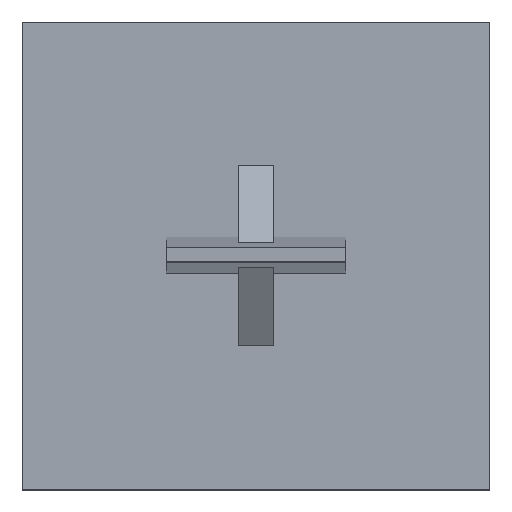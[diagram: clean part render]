
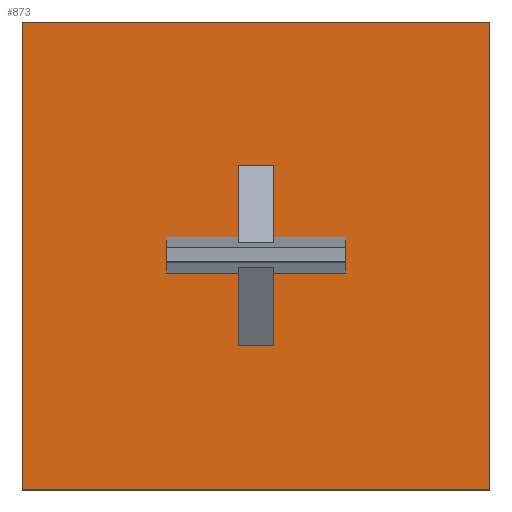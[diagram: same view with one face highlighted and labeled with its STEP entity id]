
A CAD part, top view. The second image highlights one B-rep face of the part: STEP entity #873.
In plain terms, the highlighted planar face has unit normal (0, 0, 1).
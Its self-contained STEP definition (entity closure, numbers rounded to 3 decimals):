
#23=FACE_BOUND('',#92,.T.);
#41=FACE_OUTER_BOUND('',#91,.T.);
#91=EDGE_LOOP('',(#631,#632,#633,#634));
#92=EDGE_LOOP('',(#635,#636,#637,#638,#639,#640,#641,#642,#643,#644,#645,
#646));
#127=LINE('',#1201,#247);
#131=LINE('',#1209,#251);
#134=LINE('',#1215,#254);
#137=LINE('',#1221,#257);
#140=LINE('',#1227,#260);
#143=LINE('',#1233,#263);
#146=LINE('',#1239,#266);
#149=LINE('',#1245,#269);
#152=LINE('',#1251,#272);
#155=LINE('',#1257,#275);
#158=LINE('',#1263,#278);
#161=LINE('',#1268,#281);
#163=LINE('',#1273,#283);
#167=LINE('',#1281,#287);
#170=LINE('',#1287,#290);
#173=LINE('',#1292,#293);
#247=VECTOR('',#979,10.);
#251=VECTOR('',#985,10.);
#254=VECTOR('',#990,10.);
#257=VECTOR('',#995,10.);
#260=VECTOR('',#1000,10.);
#263=VECTOR('',#1005,10.);
#266=VECTOR('',#1010,10.);
#269=VECTOR('',#1015,10.);
#272=VECTOR('',#1020,10.);
#275=VECTOR('',#1025,10.);
#278=VECTOR('',#1030,10.);
#281=VECTOR('',#1035,10.);
#283=VECTOR('',#1039,10.);
#287=VECTOR('',#1045,10.);
#290=VECTOR('',#1050,10.);
#293=VECTOR('',#1055,10.);
#367=VERTEX_POINT('',#1199);
#368=VERTEX_POINT('',#1200);
#371=VERTEX_POINT('',#1208);
#373=VERTEX_POINT('',#1214);
#375=VERTEX_POINT('',#1220);
#377=VERTEX_POINT('',#1226);
#379=VERTEX_POINT('',#1232);
#381=VERTEX_POINT('',#1238);
#383=VERTEX_POINT('',#1244);
#385=VERTEX_POINT('',#1250);
#387=VERTEX_POINT('',#1256);
#389=VERTEX_POINT('',#1262);
#391=VERTEX_POINT('',#1271);
#392=VERTEX_POINT('',#1272);
#395=VERTEX_POINT('',#1280);
#397=VERTEX_POINT('',#1286);
#447=EDGE_CURVE('',#367,#368,#127,.T.);
#451=EDGE_CURVE('',#368,#371,#131,.T.);
#454=EDGE_CURVE('',#371,#373,#134,.T.);
#457=EDGE_CURVE('',#373,#375,#137,.T.);
#460=EDGE_CURVE('',#375,#377,#140,.T.);
#463=EDGE_CURVE('',#377,#379,#143,.T.);
#466=EDGE_CURVE('',#379,#381,#146,.T.);
#469=EDGE_CURVE('',#381,#383,#149,.T.);
#472=EDGE_CURVE('',#383,#385,#152,.T.);
#475=EDGE_CURVE('',#385,#387,#155,.T.);
#478=EDGE_CURVE('',#387,#389,#158,.T.);
#481=EDGE_CURVE('',#389,#367,#161,.T.);
#483=EDGE_CURVE('',#391,#392,#163,.T.);
#487=EDGE_CURVE('',#392,#395,#167,.T.);
#490=EDGE_CURVE('',#395,#397,#170,.T.);
#493=EDGE_CURVE('',#397,#391,#173,.T.);
#631=ORIENTED_EDGE('',*,*,#493,.T.);
#632=ORIENTED_EDGE('',*,*,#483,.T.);
#633=ORIENTED_EDGE('',*,*,#487,.T.);
#634=ORIENTED_EDGE('',*,*,#490,.T.);
#635=ORIENTED_EDGE('',*,*,#481,.T.);
#636=ORIENTED_EDGE('',*,*,#447,.T.);
#637=ORIENTED_EDGE('',*,*,#451,.T.);
#638=ORIENTED_EDGE('',*,*,#454,.T.);
#639=ORIENTED_EDGE('',*,*,#457,.T.);
#640=ORIENTED_EDGE('',*,*,#460,.T.);
#641=ORIENTED_EDGE('',*,*,#463,.T.);
#642=ORIENTED_EDGE('',*,*,#466,.T.);
#643=ORIENTED_EDGE('',*,*,#469,.T.);
#644=ORIENTED_EDGE('',*,*,#472,.T.);
#645=ORIENTED_EDGE('',*,*,#475,.T.);
#646=ORIENTED_EDGE('',*,*,#478,.T.);
#823=PLANE('',#941);
#873=ADVANCED_FACE('',(#41,#23),#823,.T.);
#941=AXIS2_PLACEMENT_3D('',#1294,#1057,#1058);
#979=DIRECTION('',(1.,0.,0.));
#985=DIRECTION('',(0.,-1.,0.));
#990=DIRECTION('',(1.,0.,0.));
#995=DIRECTION('',(0.,-1.,0.));
#1000=DIRECTION('',(-1.,0.,0.));
#1005=DIRECTION('',(0.,-1.,0.));
#1010=DIRECTION('',(-1.,0.,0.));
#1015=DIRECTION('',(0.,1.,0.));
#1020=DIRECTION('',(-1.,0.,0.));
#1025=DIRECTION('',(0.,1.,0.));
#1030=DIRECTION('',(1.,0.,0.));
#1035=DIRECTION('',(0.,1.,0.));
#1039=DIRECTION('',(1.,0.,0.));
#1045=DIRECTION('',(0.,1.,0.));
#1050=DIRECTION('',(-1.,0.,0.));
#1055=DIRECTION('',(0.,-1.,0.));
#1057=DIRECTION('center_axis',(0.,0.,1.));
#1058=DIRECTION('ref_axis',(1.,0.,0.));
#1199=CARTESIAN_POINT('',(30.,45.,0.));
#1200=CARTESIAN_POINT('',(35.,45.,0.));
#1201=CARTESIAN_POINT('',(35.,45.,0.));
#1208=CARTESIAN_POINT('',(35.,35.,0.));
#1209=CARTESIAN_POINT('',(35.,20.,0.));
#1214=CARTESIAN_POINT('',(45.,35.,0.));
#1215=CARTESIAN_POINT('',(45.,35.,0.));
#1220=CARTESIAN_POINT('',(45.,30.,0.));
#1221=CARTESIAN_POINT('',(45.,30.,0.));
#1226=CARTESIAN_POINT('',(35.,30.,0.));
#1227=CARTESIAN_POINT('',(20.,30.,0.));
#1232=CARTESIAN_POINT('',(35.,20.,0.));
#1233=CARTESIAN_POINT('',(35.,20.,0.));
#1238=CARTESIAN_POINT('',(30.,20.,0.));
#1239=CARTESIAN_POINT('',(30.,20.,0.));
#1244=CARTESIAN_POINT('',(30.,30.,0.));
#1245=CARTESIAN_POINT('',(30.,45.,0.));
#1250=CARTESIAN_POINT('',(20.,30.,0.));
#1251=CARTESIAN_POINT('',(20.,30.,0.));
#1256=CARTESIAN_POINT('',(20.,35.,0.));
#1257=CARTESIAN_POINT('',(20.,35.,0.));
#1262=CARTESIAN_POINT('',(30.,35.,0.));
#1263=CARTESIAN_POINT('',(45.,35.,0.));
#1268=CARTESIAN_POINT('',(30.,45.,0.));
#1271=CARTESIAN_POINT('',(0.,0.,0.));
#1272=CARTESIAN_POINT('',(65.,0.,0.));
#1273=CARTESIAN_POINT('',(0.,0.,0.));
#1280=CARTESIAN_POINT('',(65.,65.,0.));
#1281=CARTESIAN_POINT('',(65.,0.,0.));
#1286=CARTESIAN_POINT('',(0.,65.,0.));
#1287=CARTESIAN_POINT('',(65.,65.,0.));
#1292=CARTESIAN_POINT('',(0.,65.,0.));
#1294=CARTESIAN_POINT('Origin',(32.5,32.5,0.));
